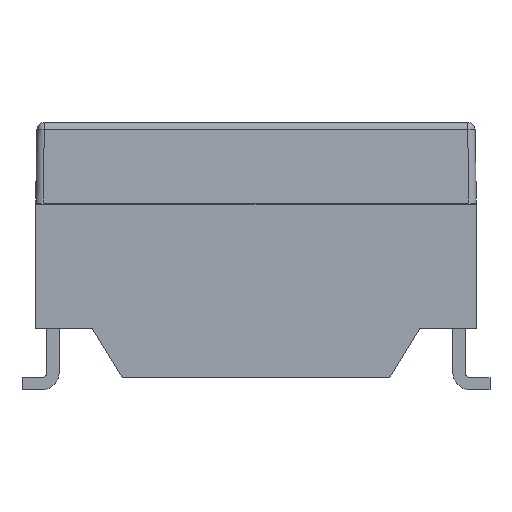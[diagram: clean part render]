
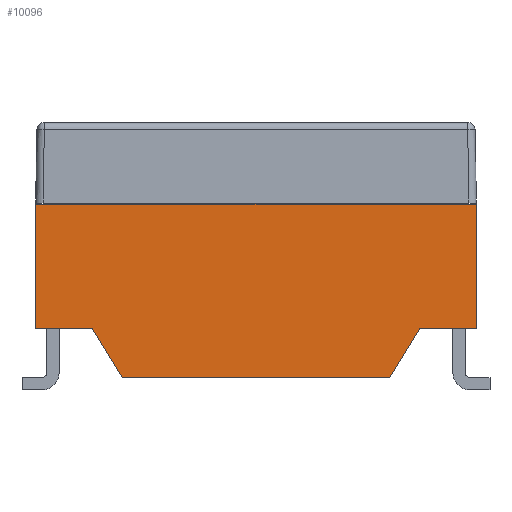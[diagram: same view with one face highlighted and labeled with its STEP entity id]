
A CAD part, front view. The second image highlights one B-rep face of the part: STEP entity #10096.
In plain terms, the highlighted face is planar.
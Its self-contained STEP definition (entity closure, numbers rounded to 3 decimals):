
#734=LINE('',#21504,#1632);
#744=LINE('',#21519,#1642);
#760=LINE('',#21550,#1658);
#767=LINE('',#21562,#1665);
#816=LINE('',#21655,#1714);
#829=LINE('',#21681,#1727);
#830=LINE('',#21684,#1728);
#831=LINE('',#21685,#1729);
#1632=VECTOR('',#16439,1000.);
#1642=VECTOR('',#16451,1000.);
#1658=VECTOR('',#16469,1000.);
#1665=VECTOR('',#16478,1000.);
#1714=VECTOR('',#16535,1000.);
#1727=VECTOR('',#16562,1000.);
#1728=VECTOR('',#16563,1000.);
#1729=VECTOR('',#16564,1000.);
#4769=ORIENTED_EDGE('',*,*,#6682,.F.);
#4770=ORIENTED_EDGE('',*,*,#6683,.T.);
#4771=ORIENTED_EDGE('',*,*,#6597,.T.);
#4772=ORIENTED_EDGE('',*,*,#6587,.T.);
#4773=ORIENTED_EDGE('',*,*,#6669,.T.);
#4774=ORIENTED_EDGE('',*,*,#6613,.T.);
#4775=ORIENTED_EDGE('',*,*,#6620,.T.);
#4776=ORIENTED_EDGE('',*,*,#6684,.F.);
#6587=EDGE_CURVE('',#7692,#7691,#734,.T.);
#6597=EDGE_CURVE('',#7694,#7692,#744,.T.);
#6613=EDGE_CURVE('',#7710,#7709,#760,.T.);
#6620=EDGE_CURVE('',#7709,#7713,#767,.T.);
#6669=EDGE_CURVE('',#7691,#7710,#816,.T.);
#6682=EDGE_CURVE('',#7760,#7761,#829,.T.);
#6683=EDGE_CURVE('',#7760,#7694,#830,.T.);
#6684=EDGE_CURVE('',#7761,#7713,#831,.T.);
#7691=VERTEX_POINT('',#21503);
#7692=VERTEX_POINT('',#21505);
#7694=VERTEX_POINT('',#21513);
#7709=VERTEX_POINT('',#21549);
#7710=VERTEX_POINT('',#21551);
#7713=VERTEX_POINT('',#21561);
#7760=VERTEX_POINT('',#21682);
#7761=VERTEX_POINT('',#21683);
#8485=EDGE_LOOP('',(#4769,#4770,#4771,#4772,#4773,#4774,#4775,#4776));
#9112=FACE_BOUND('',#8485,.T.);
#9551=PLANE('',#14648);
#10096=ADVANCED_FACE('',(#9112),#9551,.F.);
#14648=AXIS2_PLACEMENT_3D('',#21680,#16560,#16561);
#16439=DIRECTION('',(0.,0.521,-0.854));
#16451=DIRECTION('',(0.,1.,0.));
#16469=DIRECTION('',(0.,0.521,0.854));
#16478=DIRECTION('',(0.,1.,0.));
#16535=DIRECTION('',(0.,1.,0.));
#16560=DIRECTION('',(-1.,0.,0.));
#16561=DIRECTION('',(0.,-1.,0.));
#16562=DIRECTION('',(0.,1.,0.));
#16563=DIRECTION('',(0.,0.,-1.));
#16564=DIRECTION('',(0.,0.,-1.));
#21503=CARTESIAN_POINT('',(3.8,-2.7,0.25));
#21504=CARTESIAN_POINT('',(3.8,-2.762,0.351));
#21505=CARTESIAN_POINT('',(3.8,-3.31,1.25));
#21513=CARTESIAN_POINT('',(3.8,-4.45,1.25));
#21519=CARTESIAN_POINT('',(3.8,4.45,1.25));
#21549=CARTESIAN_POINT('',(3.8,3.31,1.25));
#21550=CARTESIAN_POINT('',(3.8,5.175,4.308));
#21551=CARTESIAN_POINT('',(3.8,2.7,0.25));
#21561=CARTESIAN_POINT('',(3.8,4.45,1.25));
#21562=CARTESIAN_POINT('',(3.8,4.45,1.25));
#21655=CARTESIAN_POINT('',(3.8,4.45,0.25));
#21680=CARTESIAN_POINT('',(3.8,4.45,4.75));
#21681=CARTESIAN_POINT('',(3.8,4.45,3.75));
#21682=CARTESIAN_POINT('',(3.8,-4.45,3.75));
#21683=CARTESIAN_POINT('',(3.8,4.45,3.75));
#21684=CARTESIAN_POINT('',(3.8,-4.45,4.75));
#21685=CARTESIAN_POINT('',(3.8,4.45,4.75));
